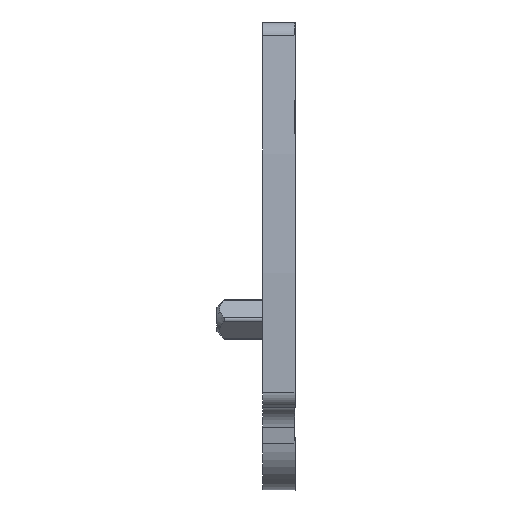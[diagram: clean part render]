
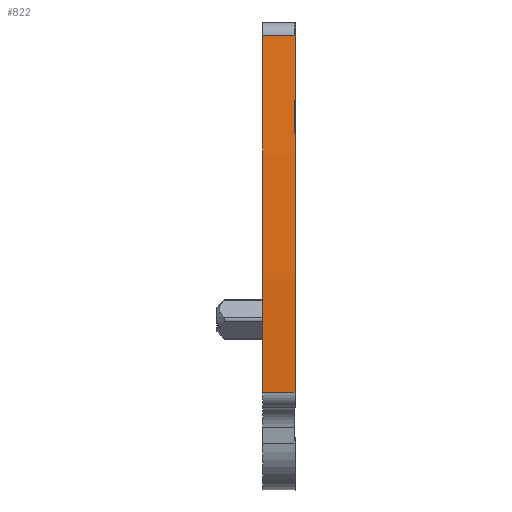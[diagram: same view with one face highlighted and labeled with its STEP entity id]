
A CAD part, front view. The second image highlights one B-rep face of the part: STEP entity #822.
In plain terms, the highlighted cylindrical face has radius 154.9 mm (diameter 309.8 mm), a partial arc.
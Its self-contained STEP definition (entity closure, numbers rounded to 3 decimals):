
#434=AXIS2_PLACEMENT_3D('Circle Axis2P3D',#432,#433,$) ;
#802=AXIS2_PLACEMENT_3D('Cylinder Axis2P3D',#799,#800,#801) ;
#806=AXIS2_PLACEMENT_3D('Circle Axis2P3D',#804,#805,$) ;
#429=CARTESIAN_POINT('Vertex',(3.,0.042,6.377)) ;
#432=CARTESIAN_POINT('Axis2P3D Location',(3.,154.9,10.)) ;
#436=CARTESIAN_POINT('Vertex',(3.,1.261,29.727)) ;
#783=CARTESIAN_POINT('Vertex',(5.1,0.042,6.377)) ;
#786=CARTESIAN_POINT('Line Origine',(4.05,0.042,6.377)) ;
#799=CARTESIAN_POINT('Axis2P3D Location',(4.05,154.9,10.)) ;
#804=CARTESIAN_POINT('Axis2P3D Location',(5.1,154.9,10.)) ;
#808=CARTESIAN_POINT('Vertex',(5.1,1.261,29.727)) ;
#811=CARTESIAN_POINT('Line Origine',(4.05,1.261,29.727)) ;
#433=DIRECTION('Axis2P3D Direction',(1.,0.,0.)) ;
#787=DIRECTION('Vector Direction',(1.,0.,0.)) ;
#800=DIRECTION('Axis2P3D Direction',(1.,0.,0.)) ;
#801=DIRECTION('Axis2P3D XDirection',(0.,-0.992,0.127)) ;
#805=DIRECTION('Axis2P3D Direction',(1.,0.,0.)) ;
#812=DIRECTION('Vector Direction',(1.,0.,0.)) ;
#788=VECTOR('Line Direction',#787,1.) ;
#813=VECTOR('Line Direction',#812,1.) ;
#817=ORIENTED_EDGE('',*,*,#790,.T.) ;
#818=ORIENTED_EDGE('',*,*,#810,.F.) ;
#819=ORIENTED_EDGE('',*,*,#815,.F.) ;
#820=ORIENTED_EDGE('',*,*,#438,.T.) ;
#822=ADVANCED_FACE('SEP_DT_2-5_4C',(#821),#803,.T.) ;
#435=CIRCLE('generated circle',#434,154.9) ;
#807=CIRCLE('generated circle',#806,154.9) ;
#803=CYLINDRICAL_SURFACE('generated cylinder',#802,154.9) ;
#438=EDGE_CURVE('',#437,#430,#435,.T.) ;
#790=EDGE_CURVE('',#430,#784,#789,.T.) ;
#810=EDGE_CURVE('',#809,#784,#807,.T.) ;
#815=EDGE_CURVE('',#437,#809,#814,.T.) ;
#816=EDGE_LOOP('',(#817,#818,#819,#820)) ;
#821=FACE_OUTER_BOUND('',#816,.T.) ;
#789=LINE('Line',#786,#788) ;
#814=LINE('Line',#811,#813) ;
#430=VERTEX_POINT('',#429) ;
#437=VERTEX_POINT('',#436) ;
#784=VERTEX_POINT('',#783) ;
#809=VERTEX_POINT('',#808) ;
